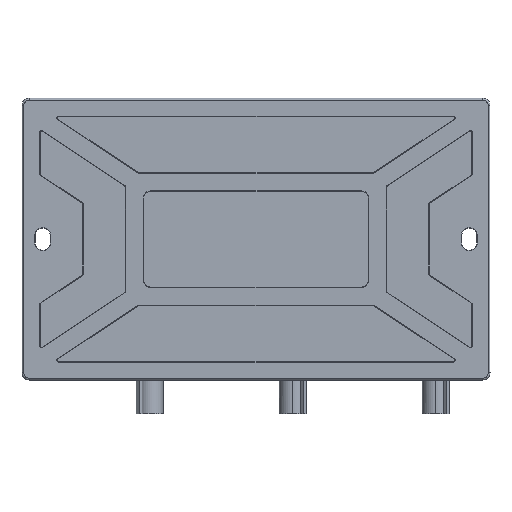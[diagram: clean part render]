
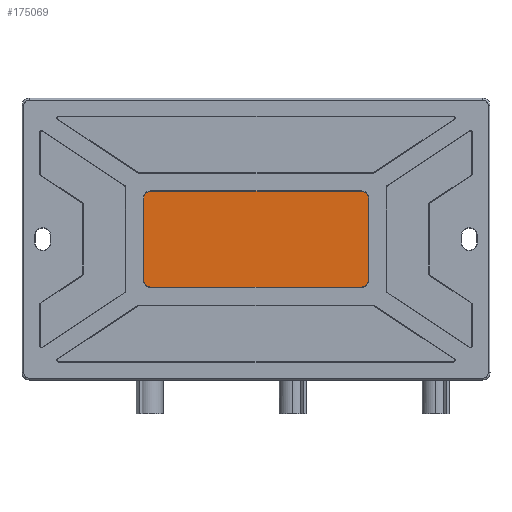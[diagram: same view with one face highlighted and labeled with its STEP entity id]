
A CAD part, front view. The second image highlights one B-rep face of the part: STEP entity #175069.
In plain terms, the highlighted face is planar.
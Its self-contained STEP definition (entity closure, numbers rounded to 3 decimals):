
#8831 = CIRCLE ( 'NONE', #70770, 1.9 ) ;
#8922 = VECTOR ( 'NONE', #113996, 1000. ) ;
#8999 = LINE ( 'NONE', #114118, #8922 ) ;
#35831 = EDGE_CURVE ( 'NONE', #140026, #142407, #52595, .T. ) ;
#35842 = EDGE_CURVE ( 'NONE', #142676, #140026, #52468, .T. ) ;
#35856 = EDGE_CURVE ( 'NONE', #142599, #140034, #52575, .T. ) ;
#35862 = EDGE_CURVE ( 'NONE', #142402, #142599, #52464, .T. ) ;
#35905 = EDGE_CURVE ( 'NONE', #142699, #142676, #52640, .T. ) ;
#35956 = EDGE_CURVE ( 'NONE', #142407, #142402, #52905, .T. ) ;
#36027 = EDGE_CURVE ( 'NONE', #140034, #142640, #8999, .T. ) ;
#36044 = EDGE_CURVE ( 'NONE', #142640, #142699, #8831, .T. ) ;
#52422 = VECTOR ( 'NONE', #103196, 1000. ) ;
#52437 = VECTOR ( 'NONE', #102999, 1000. ) ;
#52464 = LINE ( 'NONE', #103096, #52504 ) ;
#52468 = CIRCLE ( 'NONE', #70579, 1.9 ) ;
#52504 = VECTOR ( 'NONE', #103115, 1000. ) ;
#52575 = CIRCLE ( 'NONE', #70632, 1.9 ) ;
#52595 = LINE ( 'NONE', #102988, #52437 ) ;
#52640 = LINE ( 'NONE', #103142, #52422 ) ;
#52905 = CIRCLE ( 'NONE', #70563, 1.9 ) ;
#70563 = AXIS2_PLACEMENT_3D ( 'NONE', #113931, #113841, #113969 ) ;
#70579 = AXIS2_PLACEMENT_3D ( 'NONE', #103072, #103050, #103044 ) ;
#70632 = AXIS2_PLACEMENT_3D ( 'NONE', #103057, #103028, #103106 ) ;
#70770 = AXIS2_PLACEMENT_3D ( 'NONE', #114187, #114145, #114255 ) ;
#91543 = FACE_OUTER_BOUND ( 'NONE', #221023, .T. ) ;
#102988 = CARTESIAN_POINT ( 'NONE',  ( 35.95, 26., 0. ) ) ;
#102999 = DIRECTION ( 'NONE',  ( -1., 0., 0. ) ) ;
#103028 = DIRECTION ( 'NONE',  ( 0., 0., -1. ) ) ;
#103044 = DIRECTION ( 'NONE',  ( -1., 0., 0. ) ) ;
#103050 = DIRECTION ( 'NONE',  ( 0., 0., -1. ) ) ;
#103057 = CARTESIAN_POINT ( 'NONE',  ( 35.95, 50.9, 0. ) ) ;
#103072 = CARTESIAN_POINT ( 'NONE',  ( 94.95, 27.9, 0. ) ) ;
#103096 = CARTESIAN_POINT ( 'NONE',  ( 34.05, 50.9, 0. ) ) ;
#103106 = DIRECTION ( 'NONE',  ( -1., 0., 0. ) ) ;
#103115 = DIRECTION ( 'NONE',  ( 0., 1., 0. ) ) ;
#103142 = CARTESIAN_POINT ( 'NONE',  ( 96.85, 27.9, 0. ) ) ;
#103196 = DIRECTION ( 'NONE',  ( 0., -1., 0. ) ) ;
#113841 = DIRECTION ( 'NONE',  ( 0., 0., -1. ) ) ;
#113931 = CARTESIAN_POINT ( 'NONE',  ( 35.95, 27.9, 0. ) ) ;
#113969 = DIRECTION ( 'NONE',  ( -1., 0., 0. ) ) ;
#113996 = DIRECTION ( 'NONE',  ( 1., 0., 0. ) ) ;
#114118 = CARTESIAN_POINT ( 'NONE',  ( 94.95, 52.8, 0. ) ) ;
#114145 = DIRECTION ( 'NONE',  ( 0., 0., -1. ) ) ;
#114187 = CARTESIAN_POINT ( 'NONE',  ( 94.95, 50.9, 0. ) ) ;
#114255 = DIRECTION ( 'NONE',  ( -1., 0., 0. ) ) ;
#118689 = AXIS2_PLACEMENT_3D ( 'NONE', #174758, #174779, #174844 ) ;
#140026 = VERTEX_POINT ( 'NONE', #203361 ) ;
#140034 = VERTEX_POINT ( 'NONE', #203370 ) ;
#142402 = VERTEX_POINT ( 'NONE', #203605 ) ;
#142407 = VERTEX_POINT ( 'NONE', #203610 ) ;
#142599 = VERTEX_POINT ( 'NONE', #203583 ) ;
#142640 = VERTEX_POINT ( 'NONE', #203666 ) ;
#142676 = VERTEX_POINT ( 'NONE', #203672 ) ;
#142699 = VERTEX_POINT ( 'NONE', #203664 ) ;
#174758 = CARTESIAN_POINT ( 'NONE',  ( 0., 0., 0. ) ) ;
#174779 = DIRECTION ( 'NONE',  ( 0., 0., -1. ) ) ;
#174790 = PLANE ( 'NONE',  #118689 ) ;
#174844 = DIRECTION ( 'NONE',  ( -1., 0., 0. ) ) ;
#175069 = ADVANCED_FACE ( 'NONE', ( #91543 ), #174790, .T. ) ;
#203361 = CARTESIAN_POINT ( 'NONE',  ( 94.95, 26., 0. ) ) ;
#203370 = CARTESIAN_POINT ( 'NONE',  ( 35.95, 52.8, 0. ) ) ;
#203583 = CARTESIAN_POINT ( 'NONE',  ( 34.05, 50.9, 0. ) ) ;
#203605 = CARTESIAN_POINT ( 'NONE',  ( 34.05, 27.9, 0. ) ) ;
#203610 = CARTESIAN_POINT ( 'NONE',  ( 35.95, 26., 0. ) ) ;
#203664 = CARTESIAN_POINT ( 'NONE',  ( 96.85, 50.9, 0. ) ) ;
#203666 = CARTESIAN_POINT ( 'NONE',  ( 94.95, 52.8, 0. ) ) ;
#203672 = CARTESIAN_POINT ( 'NONE',  ( 96.85, 27.9, 0. ) ) ;
#216671 = ORIENTED_EDGE ( 'NONE', *, *, #35856, .T. ) ;
#216698 = ORIENTED_EDGE ( 'NONE', *, *, #35831, .T. ) ;
#216710 = ORIENTED_EDGE ( 'NONE', *, *, #35862, .T. ) ;
#216732 = ORIENTED_EDGE ( 'NONE', *, *, #35956, .T. ) ;
#216805 = ORIENTED_EDGE ( 'NONE', *, *, #36044, .T. ) ;
#216841 = ORIENTED_EDGE ( 'NONE', *, *, #35842, .T. ) ;
#216863 = ORIENTED_EDGE ( 'NONE', *, *, #36027, .T. ) ;
#216879 = ORIENTED_EDGE ( 'NONE', *, *, #35905, .T. ) ;
#221023 = EDGE_LOOP ( 'NONE', ( #216732, #216710, #216671, #216863, #216805, #216879, #216841, #216698 ) ) ;
